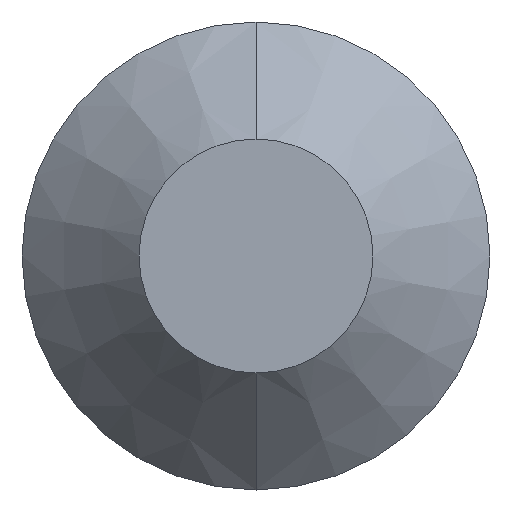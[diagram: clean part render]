
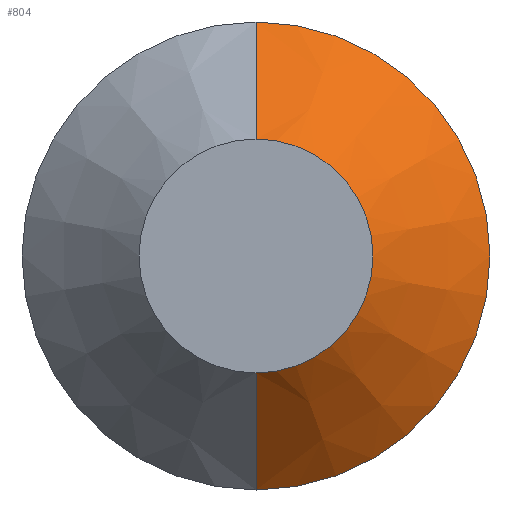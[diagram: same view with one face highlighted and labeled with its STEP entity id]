
A CAD part, front view. The second image highlights one B-rep face of the part: STEP entity #804.
In plain terms, the highlighted conical face has half-angle 45 degrees and reference radius 6 mm.
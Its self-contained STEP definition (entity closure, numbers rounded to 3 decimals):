
#51 = ORIENTED_EDGE ( 'NONE', *, *, #777, .T. ) ;
#52 = ORIENTED_EDGE ( 'NONE', *, *, #773, .F. ) ;
#53 = ORIENTED_EDGE ( 'NONE', *, *, #756, .F. ) ;
#122 = CARTESIAN_POINT ( 'NONE',  ( 0., -0.3, 6. ) ) ;
#136 = CARTESIAN_POINT ( 'NONE',  ( 0., -0.3, -6. ) ) ;
#143 = DIRECTION ( 'NONE',  ( 0., 0., 1. ) ) ;
#228 = DIRECTION ( 'NONE',  ( 0., 0.707, 0.707 ) ) ;
#253 = CARTESIAN_POINT ( 'NONE',  ( 0., -0.3, 0. ) ) ;
#254 = DIRECTION ( 'NONE',  ( 0., 1., 0. ) ) ;
#280 = CARTESIAN_POINT ( 'NONE',  ( 0., -0.3, 0. ) ) ;
#281 = DIRECTION ( 'NONE',  ( 0., 0., 1. ) ) ;
#283 = DIRECTION ( 'NONE',  ( 0., 1., 0. ) ) ;
#317 = DIRECTION ( 'NONE',  ( 0., 1., 0. ) ) ;
#318 = DIRECTION ( 'NONE',  ( 0., 0., 1. ) ) ;
#323 = CARTESIAN_POINT ( 'NONE',  ( 0., -3.3, 0. ) ) ;
#328 = DIRECTION ( 'NONE',  ( 0., 0.707, -0.707 ) ) ;
#401 = AXIS2_PLACEMENT_3D ( 'NONE', #280, #283, #281 ) ;
#404 = CIRCLE ( 'NONE', #401, 6. ) ;
#434 = ORIENTED_EDGE ( 'NONE', *, *, #778, .T. ) ;
#490 = EDGE_LOOP ( 'NONE', ( #434, #51, #53, #52 ) ) ;
#499 = LINE ( 'NONE', #122, #683 ) ;
#502 = LINE ( 'NONE', #136, #682 ) ;
#516 = FACE_OUTER_BOUND ( 'NONE', #490, .T. ) ;
#595 = CONICAL_SURFACE ( 'NONE', #606, 6., 0.785 ) ;
#606 = AXIS2_PLACEMENT_3D ( 'NONE', #253, #254, #318 ) ;
#674 = AXIS2_PLACEMENT_3D ( 'NONE', #323, #317, #143 ) ;
#682 = VECTOR ( 'NONE', #328, 1000. ) ;
#683 = VECTOR ( 'NONE', #228, 1000. ) ;
#687 = CIRCLE ( 'NONE', #674, 3. ) ;
#701 = CARTESIAN_POINT ( 'NONE',  ( 0., -0.3, -6. ) ) ;
#709 = CARTESIAN_POINT ( 'NONE',  ( 0., -0.3, 6. ) ) ;
#717 = CARTESIAN_POINT ( 'NONE',  ( 0., -3.3, -3. ) ) ;
#722 = CARTESIAN_POINT ( 'NONE',  ( 0., -3.3, 3. ) ) ;
#756 = EDGE_CURVE ( 'NONE', #860, #865, #404, .T. ) ;
#773 = EDGE_CURVE ( 'NONE', #849, #860, #499, .T. ) ;
#777 = EDGE_CURVE ( 'NONE', #854, #865, #502, .T. ) ;
#778 = EDGE_CURVE ( 'NONE', #849, #854, #687, .T. ) ;
#804 = ADVANCED_FACE ( 'NONE', ( #516 ), #595, .T. ) ;
#849 = VERTEX_POINT ( 'NONE', #722 ) ;
#854 = VERTEX_POINT ( 'NONE', #717 ) ;
#860 = VERTEX_POINT ( 'NONE', #709 ) ;
#865 = VERTEX_POINT ( 'NONE', #701 ) ;
